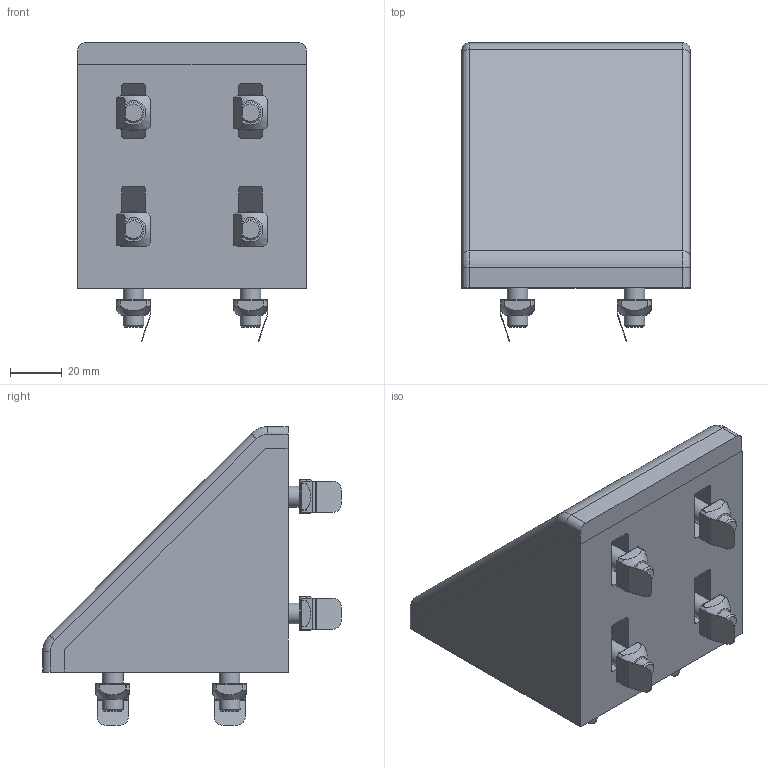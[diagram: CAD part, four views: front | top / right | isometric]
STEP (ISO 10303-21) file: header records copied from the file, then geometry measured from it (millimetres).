
FILE_DESCRIPTION(('STEP AP203'),'1');
FILE_NAME('FIXE08N1078.stp','2023-10-23T13:11:06',(' '),(' '),'Spatial InterOp 3D',' ',' ');
FILE_SCHEMA(('CONFIG_CONTROL_DESIGN'));
Length unit declared in the file: millimetre
Products named in the file (9): Kit Equerre 8 90x90x90 Al brut; Cache Cache 8 90x90x90 noir; Kit de fixation; Vis BHC - M8x25; Ecrou carré languette 8 45 M8; Equerre 8 90x90x90 Al brut
Assembly tree (16 placements, depth 4):
  Kit Equerre 8 90x90x90 Al brut
    Cache Cache 8 90x90x90 noir
    Kit de fixation  x4
      Vis BHC - M8x25
      Ecrou carré languette 8 45 M8
        Ecrou carré languette 8 45 M8
        Ecrou carré languette 8 45 M8
    Kit de fixation  x4
      Vis BHC - M8x25
      Ecrou carré languette 8 45 M8
        Ecrou carré languette 8 45 M8
        Ecrou carré languette 8 45 M8
    Equerre 8 90x90x90 Al brut
Bounding box: 88 x 115.05 x 115.05 mm (x, y, z)
Volume: 274491.9 mm3; surface area: 88973.7 mm2
Topology: 26 solids, 26 shells, 614 faces, 1491 edges, 874 vertices
Faces by surface type: plane 237, cylinder 229, sphere 72, torus 52, cone 24
Full cylindrical faces by diameter (mm): 6.8 x8, 8 x16
Entity records: 7395 total; most frequent: CARTESIAN_POINT 1033, DIRECTION 915, ORIENTED_EDGE 828, EDGE_CURVE 414, AXIS2_PLACEMENT_3D 334, PROPERTY_DEFINITION_REPRESENTATION 289, GENERAL_PROPERTY_ASSOCIATION 289, PROPERTY_DEFINITION 289
